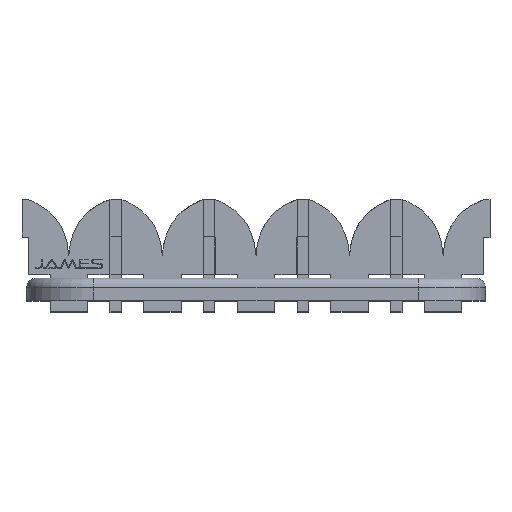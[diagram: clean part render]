
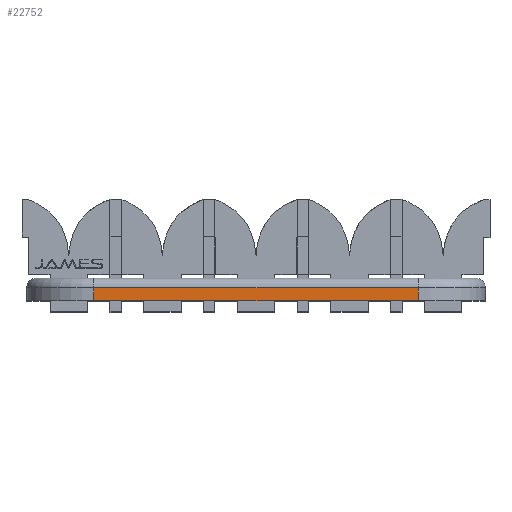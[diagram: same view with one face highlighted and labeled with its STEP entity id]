
A CAD part, top view. The second image highlights one B-rep face of the part: STEP entity #22752.
In plain terms, the highlighted face is planar.
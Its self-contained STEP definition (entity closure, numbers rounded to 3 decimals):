
#1102 = CARTESIAN_POINT ( 'NONE',  ( -55.65, 48.65, 3. ) ) ;
#1135 = DIRECTION ( 'NONE',  ( -1., 0., 0. ) ) ;
#1374 = VERTEX_POINT ( 'NONE', #9286 ) ;
#2430 = DIRECTION ( 'NONE',  ( 0., 0., -1. ) ) ;
#2477 = CARTESIAN_POINT ( 'NONE',  ( -46.65, 48.65, 32.542 ) ) ;
#3771 = EDGE_CURVE ( 'NONE', #16929, #31394, #23211, .T. ) ;
#4243 = LINE ( 'NONE', #15207, #27309 ) ;
#7639 = EDGE_CURVE ( 'NONE', #31394, #29632, #21507, .T. ) ;
#8659 = ORIENTED_EDGE ( 'NONE', *, *, #3771, .F. ) ;
#9286 = CARTESIAN_POINT ( 'NONE',  ( -3.35, 48.65, 1.3 ) ) ;
#10028 = VECTOR ( 'NONE', #19766, 1000. ) ;
#10046 = CARTESIAN_POINT ( 'NONE',  ( -3.35, 48.65, 3. ) ) ;
#11800 = DIRECTION ( 'NONE',  ( 0., 0., -1. ) ) ;
#11969 = PLANE ( 'NONE',  #31285 ) ;
#15207 = CARTESIAN_POINT ( 'NONE',  ( -3.35, 48.65, 1.3 ) ) ;
#16200 = EDGE_LOOP ( 'NONE', ( #21230, #28404, #31159, #8659 ) ) ;
#16753 = VECTOR ( 'NONE', #2430, 1000. ) ;
#16929 = VERTEX_POINT ( 'NONE', #10046 ) ;
#17274 = FACE_OUTER_BOUND ( 'NONE', #16200, .T. ) ;
#19766 = DIRECTION ( 'NONE',  ( -1., 0., 0. ) ) ;
#21230 = ORIENTED_EDGE ( 'NONE', *, *, #28677, .T. ) ;
#21507 = LINE ( 'NONE', #2477, #21790 ) ;
#21790 = VECTOR ( 'NONE', #35949, 1000. ) ;
#22752 = ADVANCED_FACE ( 'NONE', ( #17274 ), #11969, .F. ) ;
#23211 = LINE ( 'NONE', #1102, #10028 ) ;
#23899 = CARTESIAN_POINT ( 'NONE',  ( -46.65, 48.65, 1.3 ) ) ;
#26026 = DIRECTION ( 'NONE',  ( 0., -1., 0. ) ) ;
#26220 = CARTESIAN_POINT ( 'NONE',  ( -55.65, 48.65, 3. ) ) ;
#27309 = VECTOR ( 'NONE', #1135, 1000. ) ;
#27646 = CARTESIAN_POINT ( 'NONE',  ( -3.35, 48.65, 32.542 ) ) ;
#27775 = EDGE_CURVE ( 'NONE', #1374, #29632, #4243, .T. ) ;
#27837 = LINE ( 'NONE', #27646, #16753 ) ;
#28404 = ORIENTED_EDGE ( 'NONE', *, *, #27775, .T. ) ;
#28677 = EDGE_CURVE ( 'NONE', #16929, #1374, #27837, .T. ) ;
#29632 = VERTEX_POINT ( 'NONE', #23899 ) ;
#31159 = ORIENTED_EDGE ( 'NONE', *, *, #7639, .F. ) ;
#31285 = AXIS2_PLACEMENT_3D ( 'NONE', #26220, #26026, #11800 ) ;
#31394 = VERTEX_POINT ( 'NONE', #31710 ) ;
#31710 = CARTESIAN_POINT ( 'NONE',  ( -46.65, 48.65, 3. ) ) ;
#35949 = DIRECTION ( 'NONE',  ( 0., 0., -1. ) ) ;
